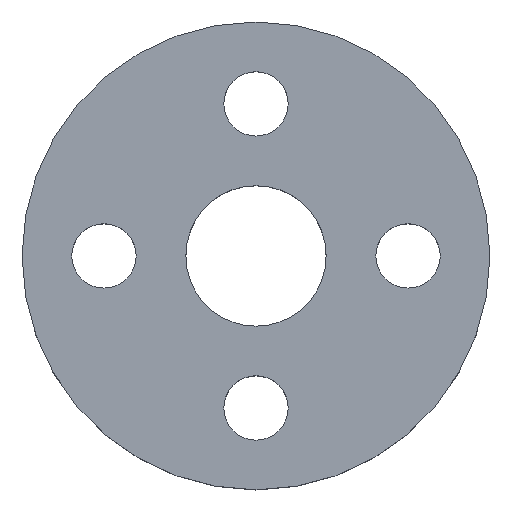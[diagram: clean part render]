
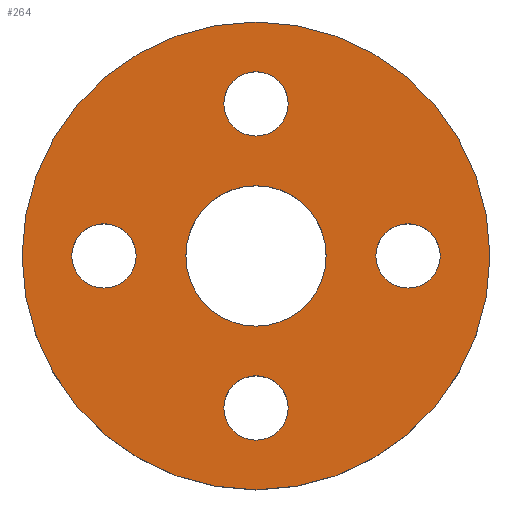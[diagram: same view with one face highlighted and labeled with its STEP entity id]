
A CAD part, top view. The second image highlights one B-rep face of the part: STEP entity #264.
In plain terms, the highlighted planar face has unit normal (0, 0, 1).
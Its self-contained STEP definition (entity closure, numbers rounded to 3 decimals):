
#24 = VERTEX_POINT('',#25);
#25 = CARTESIAN_POINT('',(20.,0.,8.));
#32 = CYLINDRICAL_SURFACE('',#33,20.);
#33 = AXIS2_PLACEMENT_3D('',#34,#35,#36);
#34 = CARTESIAN_POINT('',(0.,0.,0.));
#35 = DIRECTION('',(-0.,-0.,-1.));
#36 = DIRECTION('',(1.,0.,0.));
#51 = EDGE_CURVE('',#24,#24,#52,.T.);
#52 = SURFACE_CURVE('',#53,(#58,#65),.PCURVE_S1.);
#53 = CIRCLE('',#54,20.);
#54 = AXIS2_PLACEMENT_3D('',#55,#56,#57);
#55 = CARTESIAN_POINT('',(0.,0.,8.));
#56 = DIRECTION('',(0.,0.,1.));
#57 = DIRECTION('',(1.,0.,0.));
#58 = PCURVE('',#32,#59);
#59 = DEFINITIONAL_REPRESENTATION('',(#60),#64);
#60 = LINE('',#61,#62);
#61 = CARTESIAN_POINT('',(-0.,-8.));
#62 = VECTOR('',#63,1.);
#63 = DIRECTION('',(-1.,0.));
#64 = ( GEOMETRIC_REPRESENTATION_CONTEXT(2) 
PARAMETRIC_REPRESENTATION_CONTEXT() REPRESENTATION_CONTEXT('2D SPACE',''
  ) );
#65 = PCURVE('',#66,#71);
#66 = PLANE('',#67);
#67 = AXIS2_PLACEMENT_3D('',#68,#69,#70);
#68 = CARTESIAN_POINT('',(0.,0.,8.));
#69 = DIRECTION('',(0.,0.,1.));
#70 = DIRECTION('',(1.,0.,-0.));
#71 = DEFINITIONAL_REPRESENTATION('',(#72),#76);
#72 = CIRCLE('',#73,20.);
#73 = AXIS2_PLACEMENT_2D('',#74,#75);
#74 = CARTESIAN_POINT('',(0.,0.));
#75 = DIRECTION('',(1.,0.));
#76 = ( GEOMETRIC_REPRESENTATION_CONTEXT(2) 
PARAMETRIC_REPRESENTATION_CONTEXT() REPRESENTATION_CONTEXT('2D SPACE',''
  ) );
#129 = CYLINDRICAL_SURFACE('',#130,2.75);
#130 = AXIS2_PLACEMENT_3D('',#131,#132,#133);
#131 = CARTESIAN_POINT('',(0.,-13.,-32.));
#132 = DIRECTION('',(-0.,-0.,-1.));
#133 = DIRECTION('',(1.,0.,0.));
#160 = CYLINDRICAL_SURFACE('',#161,2.75);
#161 = AXIS2_PLACEMENT_3D('',#162,#163,#164);
#162 = CARTESIAN_POINT('',(-13.,0.,-32.));
#163 = DIRECTION('',(-0.,-0.,-1.));
#164 = DIRECTION('',(1.,0.,0.));
#191 = CYLINDRICAL_SURFACE('',#192,2.75);
#192 = AXIS2_PLACEMENT_3D('',#193,#194,#195);
#193 = CARTESIAN_POINT('',(0.,13.,-32.));
#194 = DIRECTION('',(-0.,-0.,-1.));
#195 = DIRECTION('',(1.,0.,0.));
#222 = CYLINDRICAL_SURFACE('',#223,6.);
#223 = AXIS2_PLACEMENT_3D('',#224,#225,#226);
#224 = CARTESIAN_POINT('',(0.,0.,
    -32.));
#225 = DIRECTION('',(-0.,-0.,-1.));
#226 = DIRECTION('',(1.,0.,0.));
#253 = CYLINDRICAL_SURFACE('',#254,2.75);
#254 = AXIS2_PLACEMENT_3D('',#255,#256,#257);
#255 = CARTESIAN_POINT('',(13.,0.,-32.));
#256 = DIRECTION('',(-0.,-0.,-1.));
#257 = DIRECTION('',(1.,0.,0.));
#264 = ADVANCED_FACE('',(#265,#268,#298,#328,#358,#388),#66,.T.);
#265 = FACE_BOUND('',#266,.T.);
#266 = EDGE_LOOP('',(#267));
#267 = ORIENTED_EDGE('',*,*,#51,.T.);
#268 = FACE_BOUND('',#269,.T.);
#269 = EDGE_LOOP('',(#270));
#270 = ORIENTED_EDGE('',*,*,#271,.T.);
#271 = EDGE_CURVE('',#272,#272,#274,.T.);
#272 = VERTEX_POINT('',#273);
#273 = CARTESIAN_POINT('',(2.75,-13.,8.));
#274 = SURFACE_CURVE('',#275,(#280,#291),.PCURVE_S1.);
#275 = CIRCLE('',#276,2.75);
#276 = AXIS2_PLACEMENT_3D('',#277,#278,#279);
#277 = CARTESIAN_POINT('',(0.,-13.,8.));
#278 = DIRECTION('',(0.,0.,-1.));
#279 = DIRECTION('',(1.,0.,0.));
#280 = PCURVE('',#66,#281);
#281 = DEFINITIONAL_REPRESENTATION('',(#282),#290);
#282 = ( BOUNDED_CURVE() B_SPLINE_CURVE(2,(#283,#284,#285,#286,#287,#288
,#289),.UNSPECIFIED.,.T.,.F.) B_SPLINE_CURVE_WITH_KNOTS((1,2,2,2,2,1),(
    -2.094,0.,2.094,4.189,6.283,
8.378),.UNSPECIFIED.) CURVE() GEOMETRIC_REPRESENTATION_ITEM() 
RATIONAL_B_SPLINE_CURVE((1.,0.5,1.,0.5,1.,0.5,1.)) REPRESENTATION_ITEM(
  '') );
#283 = CARTESIAN_POINT('',(2.75,-13.));
#284 = CARTESIAN_POINT('',(2.75,-17.763));
#285 = CARTESIAN_POINT('',(-1.375,-15.382));
#286 = CARTESIAN_POINT('',(-5.5,-13.));
#287 = CARTESIAN_POINT('',(-1.375,-10.618));
#288 = CARTESIAN_POINT('',(2.75,-8.237));
#289 = CARTESIAN_POINT('',(2.75,-13.));
#290 = ( GEOMETRIC_REPRESENTATION_CONTEXT(2) 
PARAMETRIC_REPRESENTATION_CONTEXT() REPRESENTATION_CONTEXT('2D SPACE',''
  ) );
#291 = PCURVE('',#129,#292);
#292 = DEFINITIONAL_REPRESENTATION('',(#293),#297);
#293 = LINE('',#294,#295);
#294 = CARTESIAN_POINT('',(-6.283,-40.));
#295 = VECTOR('',#296,1.);
#296 = DIRECTION('',(1.,-0.));
#297 = ( GEOMETRIC_REPRESENTATION_CONTEXT(2) 
PARAMETRIC_REPRESENTATION_CONTEXT() REPRESENTATION_CONTEXT('2D SPACE',''
  ) );
#298 = FACE_BOUND('',#299,.T.);
#299 = EDGE_LOOP('',(#300));
#300 = ORIENTED_EDGE('',*,*,#301,.T.);
#301 = EDGE_CURVE('',#302,#302,#304,.T.);
#302 = VERTEX_POINT('',#303);
#303 = CARTESIAN_POINT('',(-10.25,0.,8.));
#304 = SURFACE_CURVE('',#305,(#310,#321),.PCURVE_S1.);
#305 = CIRCLE('',#306,2.75);
#306 = AXIS2_PLACEMENT_3D('',#307,#308,#309);
#307 = CARTESIAN_POINT('',(-13.,0.,8.));
#308 = DIRECTION('',(0.,0.,-1.));
#309 = DIRECTION('',(1.,0.,0.));
#310 = PCURVE('',#66,#311);
#311 = DEFINITIONAL_REPRESENTATION('',(#312),#320);
#312 = ( BOUNDED_CURVE() B_SPLINE_CURVE(2,(#313,#314,#315,#316,#317,#318
,#319),.UNSPECIFIED.,.T.,.F.) B_SPLINE_CURVE_WITH_KNOTS((1,2,2,2,2,1),(
    -2.094,0.,2.094,4.189,6.283,
8.378),.UNSPECIFIED.) CURVE() GEOMETRIC_REPRESENTATION_ITEM() 
RATIONAL_B_SPLINE_CURVE((1.,0.5,1.,0.5,1.,0.5,1.)) REPRESENTATION_ITEM(
  '') );
#313 = CARTESIAN_POINT('',(-10.25,0.));
#314 = CARTESIAN_POINT('',(-10.25,-4.763));
#315 = CARTESIAN_POINT('',(-14.375,-2.382));
#316 = CARTESIAN_POINT('',(-18.5,0.));
#317 = CARTESIAN_POINT('',(-14.375,2.382));
#318 = CARTESIAN_POINT('',(-10.25,4.763));
#319 = CARTESIAN_POINT('',(-10.25,0.));
#320 = ( GEOMETRIC_REPRESENTATION_CONTEXT(2) 
PARAMETRIC_REPRESENTATION_CONTEXT() REPRESENTATION_CONTEXT('2D SPACE',''
  ) );
#321 = PCURVE('',#160,#322);
#322 = DEFINITIONAL_REPRESENTATION('',(#323),#327);
#323 = LINE('',#324,#325);
#324 = CARTESIAN_POINT('',(-6.283,-40.));
#325 = VECTOR('',#326,1.);
#326 = DIRECTION('',(1.,-0.));
#327 = ( GEOMETRIC_REPRESENTATION_CONTEXT(2) 
PARAMETRIC_REPRESENTATION_CONTEXT() REPRESENTATION_CONTEXT('2D SPACE',''
  ) );
#328 = FACE_BOUND('',#329,.T.);
#329 = EDGE_LOOP('',(#330));
#330 = ORIENTED_EDGE('',*,*,#331,.T.);
#331 = EDGE_CURVE('',#332,#332,#334,.T.);
#332 = VERTEX_POINT('',#333);
#333 = CARTESIAN_POINT('',(2.75,13.,8.));
#334 = SURFACE_CURVE('',#335,(#340,#351),.PCURVE_S1.);
#335 = CIRCLE('',#336,2.75);
#336 = AXIS2_PLACEMENT_3D('',#337,#338,#339);
#337 = CARTESIAN_POINT('',(0.,13.,8.));
#338 = DIRECTION('',(0.,0.,-1.));
#339 = DIRECTION('',(1.,0.,0.));
#340 = PCURVE('',#66,#341);
#341 = DEFINITIONAL_REPRESENTATION('',(#342),#350);
#342 = ( BOUNDED_CURVE() B_SPLINE_CURVE(2,(#343,#344,#345,#346,#347,#348
,#349),.UNSPECIFIED.,.T.,.F.) B_SPLINE_CURVE_WITH_KNOTS((1,2,2,2,2,1),(
    -2.094,0.,2.094,4.189,6.283,
8.378),.UNSPECIFIED.) CURVE() GEOMETRIC_REPRESENTATION_ITEM() 
RATIONAL_B_SPLINE_CURVE((1.,0.5,1.,0.5,1.,0.5,1.)) REPRESENTATION_ITEM(
  '') );
#343 = CARTESIAN_POINT('',(2.75,13.));
#344 = CARTESIAN_POINT('',(2.75,8.237));
#345 = CARTESIAN_POINT('',(-1.375,10.618));
#346 = CARTESIAN_POINT('',(-5.5,13.));
#347 = CARTESIAN_POINT('',(-1.375,15.382));
#348 = CARTESIAN_POINT('',(2.75,17.763));
#349 = CARTESIAN_POINT('',(2.75,13.));
#350 = ( GEOMETRIC_REPRESENTATION_CONTEXT(2) 
PARAMETRIC_REPRESENTATION_CONTEXT() REPRESENTATION_CONTEXT('2D SPACE',''
  ) );
#351 = PCURVE('',#191,#352);
#352 = DEFINITIONAL_REPRESENTATION('',(#353),#357);
#353 = LINE('',#354,#355);
#354 = CARTESIAN_POINT('',(-6.283,-40.));
#355 = VECTOR('',#356,1.);
#356 = DIRECTION('',(1.,-0.));
#357 = ( GEOMETRIC_REPRESENTATION_CONTEXT(2) 
PARAMETRIC_REPRESENTATION_CONTEXT() REPRESENTATION_CONTEXT('2D SPACE',''
  ) );
#358 = FACE_BOUND('',#359,.T.);
#359 = EDGE_LOOP('',(#360));
#360 = ORIENTED_EDGE('',*,*,#361,.T.);
#361 = EDGE_CURVE('',#362,#362,#364,.T.);
#362 = VERTEX_POINT('',#363);
#363 = CARTESIAN_POINT('',(6.,0.,8.));
#364 = SURFACE_CURVE('',#365,(#370,#381),.PCURVE_S1.);
#365 = CIRCLE('',#366,6.);
#366 = AXIS2_PLACEMENT_3D('',#367,#368,#369);
#367 = CARTESIAN_POINT('',(0.,0.,8.));
#368 = DIRECTION('',(0.,0.,-1.));
#369 = DIRECTION('',(1.,0.,0.));
#370 = PCURVE('',#66,#371);
#371 = DEFINITIONAL_REPRESENTATION('',(#372),#380);
#372 = ( BOUNDED_CURVE() B_SPLINE_CURVE(2,(#373,#374,#375,#376,#377,#378
,#379),.UNSPECIFIED.,.T.,.F.) B_SPLINE_CURVE_WITH_KNOTS((1,2,2,2,2,1),(
    -2.094,0.,2.094,4.189,6.283,
8.378),.UNSPECIFIED.) CURVE() GEOMETRIC_REPRESENTATION_ITEM() 
RATIONAL_B_SPLINE_CURVE((1.,0.5,1.,0.5,1.,0.5,1.)) REPRESENTATION_ITEM(
  '') );
#373 = CARTESIAN_POINT('',(6.,0.));
#374 = CARTESIAN_POINT('',(6.,-10.392));
#375 = CARTESIAN_POINT('',(-3.,-5.196));
#376 = CARTESIAN_POINT('',(-12.,0.));
#377 = CARTESIAN_POINT('',(-3.,5.196));
#378 = CARTESIAN_POINT('',(6.,10.392));
#379 = CARTESIAN_POINT('',(6.,0.));
#380 = ( GEOMETRIC_REPRESENTATION_CONTEXT(2) 
PARAMETRIC_REPRESENTATION_CONTEXT() REPRESENTATION_CONTEXT('2D SPACE',''
  ) );
#381 = PCURVE('',#222,#382);
#382 = DEFINITIONAL_REPRESENTATION('',(#383),#387);
#383 = LINE('',#384,#385);
#384 = CARTESIAN_POINT('',(-6.283,-40.));
#385 = VECTOR('',#386,1.);
#386 = DIRECTION('',(1.,-0.));
#387 = ( GEOMETRIC_REPRESENTATION_CONTEXT(2) 
PARAMETRIC_REPRESENTATION_CONTEXT() REPRESENTATION_CONTEXT('2D SPACE',''
  ) );
#388 = FACE_BOUND('',#389,.T.);
#389 = EDGE_LOOP('',(#390));
#390 = ORIENTED_EDGE('',*,*,#391,.T.);
#391 = EDGE_CURVE('',#392,#392,#394,.T.);
#392 = VERTEX_POINT('',#393);
#393 = CARTESIAN_POINT('',(15.75,0.,8.));
#394 = SURFACE_CURVE('',#395,(#400,#411),.PCURVE_S1.);
#395 = CIRCLE('',#396,2.75);
#396 = AXIS2_PLACEMENT_3D('',#397,#398,#399);
#397 = CARTESIAN_POINT('',(13.,0.,8.));
#398 = DIRECTION('',(0.,0.,-1.));
#399 = DIRECTION('',(1.,0.,0.));
#400 = PCURVE('',#66,#401);
#401 = DEFINITIONAL_REPRESENTATION('',(#402),#410);
#402 = ( BOUNDED_CURVE() B_SPLINE_CURVE(2,(#403,#404,#405,#406,#407,#408
,#409),.UNSPECIFIED.,.T.,.F.) B_SPLINE_CURVE_WITH_KNOTS((1,2,2,2,2,1),(
    -2.094,0.,2.094,4.189,6.283,
8.378),.UNSPECIFIED.) CURVE() GEOMETRIC_REPRESENTATION_ITEM() 
RATIONAL_B_SPLINE_CURVE((1.,0.5,1.,0.5,1.,0.5,1.)) REPRESENTATION_ITEM(
  '') );
#403 = CARTESIAN_POINT('',(15.75,0.));
#404 = CARTESIAN_POINT('',(15.75,-4.763));
#405 = CARTESIAN_POINT('',(11.625,-2.382));
#406 = CARTESIAN_POINT('',(7.5,0.));
#407 = CARTESIAN_POINT('',(11.625,2.382));
#408 = CARTESIAN_POINT('',(15.75,4.763));
#409 = CARTESIAN_POINT('',(15.75,0.));
#410 = ( GEOMETRIC_REPRESENTATION_CONTEXT(2) 
PARAMETRIC_REPRESENTATION_CONTEXT() REPRESENTATION_CONTEXT('2D SPACE',''
  ) );
#411 = PCURVE('',#253,#412);
#412 = DEFINITIONAL_REPRESENTATION('',(#413),#417);
#413 = LINE('',#414,#415);
#414 = CARTESIAN_POINT('',(-6.283,-40.));
#415 = VECTOR('',#416,1.);
#416 = DIRECTION('',(1.,-0.));
#417 = ( GEOMETRIC_REPRESENTATION_CONTEXT(2) 
PARAMETRIC_REPRESENTATION_CONTEXT() REPRESENTATION_CONTEXT('2D SPACE',''
  ) );
